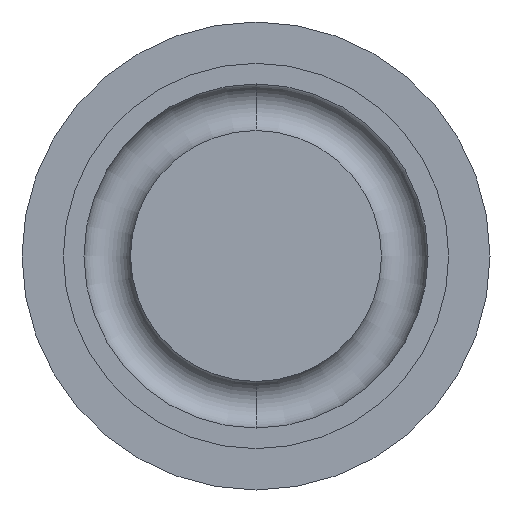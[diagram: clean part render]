
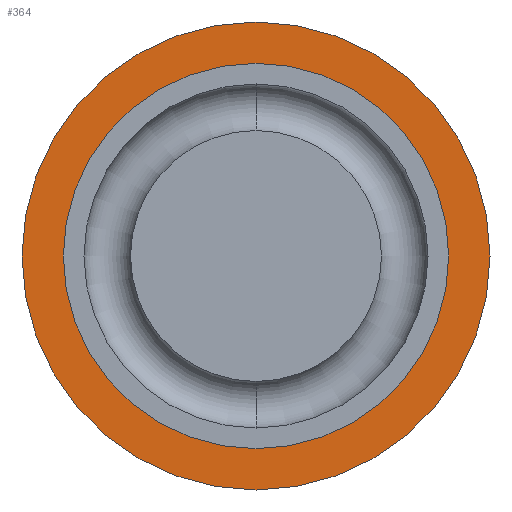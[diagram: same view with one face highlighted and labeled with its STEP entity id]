
A CAD part, left-side view. The second image highlights one B-rep face of the part: STEP entity #364.
In plain terms, the highlighted planar face has unit normal (-1, 0, 0).
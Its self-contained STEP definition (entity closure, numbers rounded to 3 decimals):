
#5 = DIRECTION ( 'NONE',  ( 0., 0., 1. ) ) ;
#17 = AXIS2_PLACEMENT_3D ( 'NONE', #453, #204, #282 ) ;
#36 = AXIS2_PLACEMENT_3D ( 'NONE', #373, #377, #416 ) ;
#37 = DIRECTION ( 'NONE',  ( 0., 0., -1. ) ) ;
#38 = VERTEX_POINT ( 'NONE', #136 ) ;
#43 = CIRCLE ( 'NONE', #260, 17. ) ;
#46 = EDGE_LOOP ( 'NONE', ( #195, #417 ) ) ;
#51 = CIRCLE ( 'NONE', #17, 17. ) ;
#52 = AXIS2_PLACEMENT_3D ( 'NONE', #246, #407, #227 ) ;
#74 = CARTESIAN_POINT ( 'NONE',  ( -10.858, 0., 0. ) ) ;
#100 = CARTESIAN_POINT ( 'NONE',  ( -10.858, -27.86, 0. ) ) ;
#101 = EDGE_CURVE ( 'NONE', #38, #372, #43, .T. ) ;
#126 = FACE_OUTER_BOUND ( 'NONE', #46, .T. ) ;
#136 = CARTESIAN_POINT ( 'NONE',  ( -10.858, -27.86, 17. ) ) ;
#149 = CIRCLE ( 'NONE', #52, 14. ) ;
#171 = CARTESIAN_POINT ( 'NONE',  ( -10.858, -27.86, -17. ) ) ;
#195 = ORIENTED_EDGE ( 'NONE', *, *, #101, .T. ) ;
#204 = DIRECTION ( 'NONE',  ( -1., 0., 0. ) ) ;
#221 = VERTEX_POINT ( 'NONE', #241 ) ;
#227 = DIRECTION ( 'NONE',  ( 0., 0., 1. ) ) ;
#241 = CARTESIAN_POINT ( 'NONE',  ( -10.858, -27.86, -14. ) ) ;
#246 = CARTESIAN_POINT ( 'NONE',  ( -10.858, -27.86, 0. ) ) ;
#247 = PLANE ( 'NONE',  #323 ) ;
#253 = CIRCLE ( 'NONE', #36, 14. ) ;
#260 = AXIS2_PLACEMENT_3D ( 'NONE', #100, #382, #5 ) ;
#275 = EDGE_LOOP ( 'NONE', ( #283, #442 ) ) ;
#282 = DIRECTION ( 'NONE',  ( 0., 0., 1. ) ) ;
#283 = ORIENTED_EDGE ( 'NONE', *, *, #430, .F. ) ;
#287 = VERTEX_POINT ( 'NONE', #436 ) ;
#317 = EDGE_CURVE ( 'NONE', #221, #287, #253, .T. ) ;
#323 = AXIS2_PLACEMENT_3D ( 'NONE', #74, #450, #37 ) ;
#325 = EDGE_CURVE ( 'NONE', #372, #38, #51, .T. ) ;
#364 = ADVANCED_FACE ( 'NONE', ( #495, #126 ), #247, .F. ) ;
#372 = VERTEX_POINT ( 'NONE', #171 ) ;
#373 = CARTESIAN_POINT ( 'NONE',  ( -10.858, -27.86, 0. ) ) ;
#377 = DIRECTION ( 'NONE',  ( -1., 0., 0. ) ) ;
#382 = DIRECTION ( 'NONE',  ( -1., 0., 0. ) ) ;
#407 = DIRECTION ( 'NONE',  ( -1., 0., 0. ) ) ;
#416 = DIRECTION ( 'NONE',  ( 0., 0., 1. ) ) ;
#417 = ORIENTED_EDGE ( 'NONE', *, *, #325, .T. ) ;
#430 = EDGE_CURVE ( 'NONE', #287, #221, #149, .T. ) ;
#436 = CARTESIAN_POINT ( 'NONE',  ( -10.858, -27.86, 14. ) ) ;
#442 = ORIENTED_EDGE ( 'NONE', *, *, #317, .F. ) ;
#450 = DIRECTION ( 'NONE',  ( 1., 0., 0. ) ) ;
#453 = CARTESIAN_POINT ( 'NONE',  ( -10.858, -27.86, 0. ) ) ;
#495 = FACE_BOUND ( 'NONE', #275, .T. ) ;
